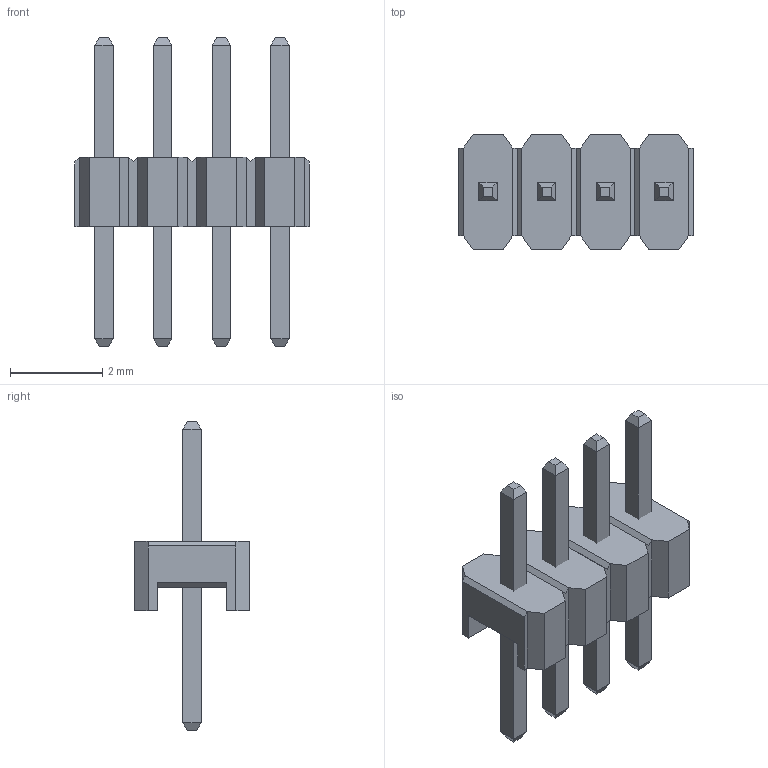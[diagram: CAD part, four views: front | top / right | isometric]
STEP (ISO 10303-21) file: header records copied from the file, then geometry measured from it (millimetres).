
FILE_DESCRIPTION(('STEP AP214'), '1');
FILE_NAME('DS1031-01-1x5P8BV2-1', '2016-09-10T13:16:12', ('Nobody'), (''), 'ASCON STEP Converter 1.3', 'ASCON Math Kernel', '');
FILE_SCHEMA(('AUTOMOTIVE_DESIGN { 1 0 10303 214 3 1 1}'));
Length unit declared in the file: millimetre
Bounding box: 5.08 x 2.5 x 6.7 mm (x, y, z)
Volume: 17.8 mm3; surface area: 95 mm2
Topology: 5 solids, 5 shells, 120 faces, 282 edges, 172 vertices
Faces by surface type: plane 120
Entity records: 4330 total; most frequent: CARTESIAN_POINT 575, ORIENTED_EDGE 564, DIRECTION 524, EDGE_CURVE 282, LINE 282, VECTOR 282, VERTEX_POINT 172, COLOUR_RGB 125
